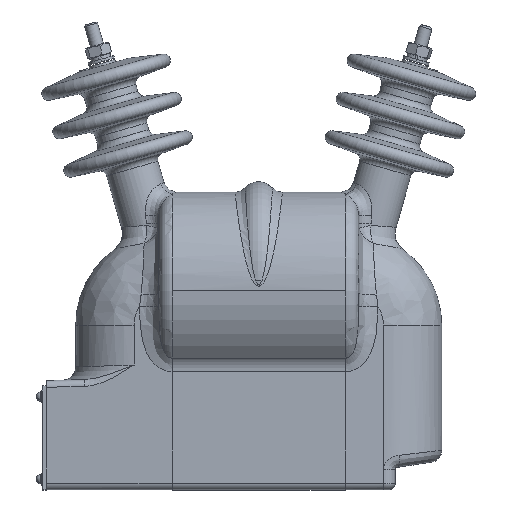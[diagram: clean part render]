
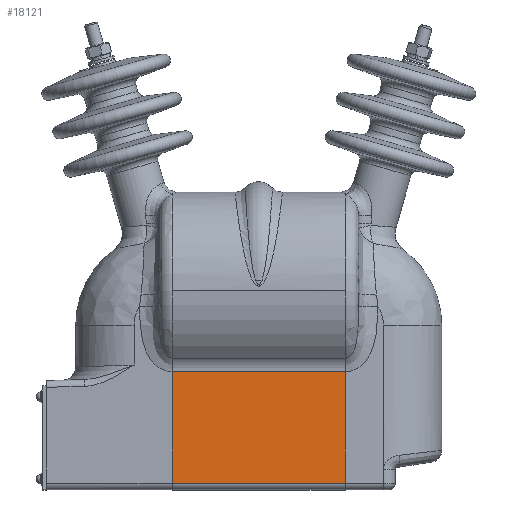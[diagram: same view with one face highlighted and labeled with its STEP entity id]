
A CAD part, top view. The second image highlights one B-rep face of the part: STEP entity #18121.
In plain terms, the highlighted planar face has unit normal (0, 0, 1).
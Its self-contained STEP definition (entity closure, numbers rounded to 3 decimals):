
#7449 = VECTOR ( 'NONE', #15156, 1000. ) ;
#7455 = LINE ( 'NONE', #15166, #7449 ) ;
#7616 = LINE ( 'NONE', #23483, #7676 ) ;
#7623 = LINE ( 'NONE', #23322, #7634 ) ;
#7628 = LINE ( 'NONE', #23391, #7635 ) ;
#7634 = VECTOR ( 'NONE', #23305, 1000. ) ;
#7635 = VECTOR ( 'NONE', #23373, 1000. ) ;
#7676 = VECTOR ( 'NONE', #23481, 1000. ) ;
#8730 = VERTEX_POINT ( 'NONE', #14771 ) ;
#8742 = VERTEX_POINT ( 'NONE', #14764 ) ;
#8765 = VERTEX_POINT ( 'NONE', #14815 ) ;
#8842 = VERTEX_POINT ( 'NONE', #14887 ) ;
#8844 = VERTEX_POINT ( 'NONE', #14900 ) ;
#11175 = FACE_OUTER_BOUND ( 'NONE', #16067, .T. ) ;
#12034 = EDGE_CURVE ( 'NONE', #8742, #8730, #7455, .T. ) ;
#12180 = EDGE_CURVE ( 'NONE', #8844, #8742, #23730, .T. ) ;
#12185 = EDGE_CURVE ( 'NONE', #8842, #8730, #7623, .T. ) ;
#12198 = EDGE_CURVE ( 'NONE', #8842, #8765, #7628, .T. ) ;
#12220 = EDGE_CURVE ( 'NONE', #8844, #8765, #7616, .T. ) ;
#13956 = AXIS2_PLACEMENT_3D ( 'NONE', #21464, #21510, #21488 ) ;
#14764 = CARTESIAN_POINT ( 'NONE',  ( 65., 88.708, 50. ) ) ;
#14771 = CARTESIAN_POINT ( 'NONE',  ( -65., 88.707, 50. ) ) ;
#14815 = CARTESIAN_POINT ( 'NONE',  ( 65., 5., 50. ) ) ;
#14887 = CARTESIAN_POINT ( 'NONE',  ( -65., 5., 50. ) ) ;
#14900 = CARTESIAN_POINT ( 'NONE',  ( 65., 88.707, 50. ) ) ;
#15156 = DIRECTION ( 'NONE',  ( -1., 0., 0. ) ) ;
#15166 = CARTESIAN_POINT ( 'NONE',  ( -65., 88.708, 50. ) ) ;
#16067 = EDGE_LOOP ( 'NONE', ( #20797, #20898, #20847, #20905, #20889 ) ) ;
#18121 = ADVANCED_FACE ( 'NONE', ( #11175 ), #21472, .F. ) ;
#20797 = ORIENTED_EDGE ( 'NONE', *, *, #12185, .F. ) ;
#20847 = ORIENTED_EDGE ( 'NONE', *, *, #12220, .F. ) ;
#20889 = ORIENTED_EDGE ( 'NONE', *, *, #12034, .T. ) ;
#20898 = ORIENTED_EDGE ( 'NONE', *, *, #12198, .T. ) ;
#20905 = ORIENTED_EDGE ( 'NONE', *, *, #12180, .T. ) ;
#21464 = CARTESIAN_POINT ( 'NONE',  ( -67.5, 123.725, 50. ) ) ;
#21472 = PLANE ( 'NONE',  #13956 ) ;
#21488 = DIRECTION ( 'NONE',  ( -1., 0., 0. ) ) ;
#21510 = DIRECTION ( 'NONE',  ( 0., 0., -1. ) ) ;
#23283 = CARTESIAN_POINT ( 'NONE',  ( 65., 88.707, 50. ) ) ;
#23284 = CARTESIAN_POINT ( 'NONE',  ( 65., 88.707, 50. ) ) ;
#23299 = CARTESIAN_POINT ( 'NONE',  ( 65., 88.707, 50. ) ) ;
#23305 = DIRECTION ( 'NONE',  ( 0., 1., 0. ) ) ;
#23318 = CARTESIAN_POINT ( 'NONE',  ( 65., 88.708, 50. ) ) ;
#23322 = CARTESIAN_POINT ( 'NONE',  ( -65., 0., 50. ) ) ;
#23373 = DIRECTION ( 'NONE',  ( 1., 0., 0. ) ) ;
#23391 = CARTESIAN_POINT ( 'NONE',  ( -67.5, 5., 50. ) ) ;
#23481 = DIRECTION ( 'NONE',  ( 0., -1., 0. ) ) ;
#23483 = CARTESIAN_POINT ( 'NONE',  ( 65., 0., 50. ) ) ;
#23730 = B_SPLINE_CURVE_WITH_KNOTS ( 'NONE', 3,
 ( #23283, #23299, #23284, #23318 ),
 .UNSPECIFIED., .F., .F.,
 ( 4, 4 ),
 ( 0., 0. ),
 .UNSPECIFIED. ) ;
